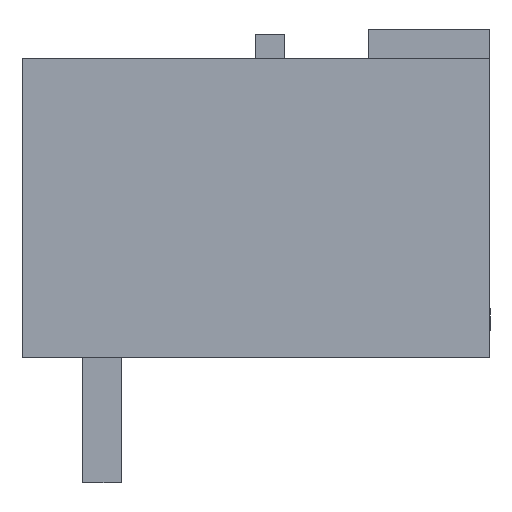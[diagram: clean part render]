
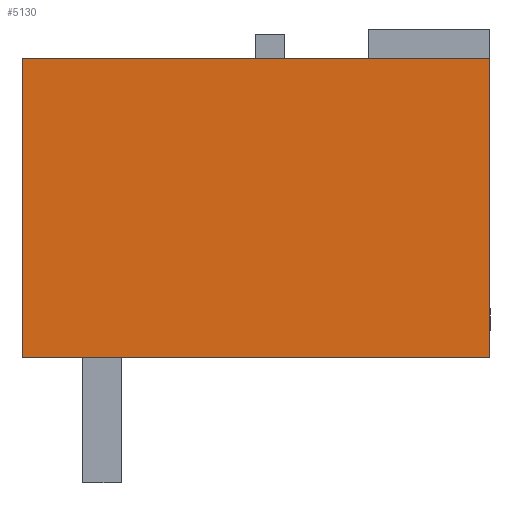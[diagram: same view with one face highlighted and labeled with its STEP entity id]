
A CAD part, left-side view. The second image highlights one B-rep face of the part: STEP entity #5130.
In plain terms, the highlighted planar face has unit normal (-1, 0, 0).
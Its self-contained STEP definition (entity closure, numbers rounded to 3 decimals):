
#5112=AXIS2_PLACEMENT_3D('Plane Axis2P3D',#5109,#5110,#5111) ;
#4030=CARTESIAN_POINT('Vertex',(0.,12.,10.88)) ;
#4033=CARTESIAN_POINT('Line Origine',(0.,6.,10.88)) ;
#4037=CARTESIAN_POINT('Vertex',(0.,0.,10.88)) ;
#4919=CARTESIAN_POINT('Vertex',(0.,0.,3.2)) ;
#4924=CARTESIAN_POINT('Line Origine',(0.,6.,3.2)) ;
#4928=CARTESIAN_POINT('Vertex',(0.,12.,3.2)) ;
#5109=CARTESIAN_POINT('Axis2P3D Location',(0.,0.,10.88)) ;
#5114=CARTESIAN_POINT('Line Origine',(0.,0.,7.04)) ;
#5119=CARTESIAN_POINT('Line Origine',(0.,12.,7.04)) ;
#4034=DIRECTION('Vector Direction',(0.,1.,0.)) ;
#4925=DIRECTION('Vector Direction',(0.,1.,0.)) ;
#5110=DIRECTION('Axis2P3D Direction',(1.,0.,0.)) ;
#5111=DIRECTION('Axis2P3D XDirection',(0.,0.,-1.)) ;
#5115=DIRECTION('Vector Direction',(0.,0.,-1.)) ;
#5120=DIRECTION('Vector Direction',(0.,0.,-1.)) ;
#4035=VECTOR('Line Direction',#4034,1.) ;
#4926=VECTOR('Line Direction',#4925,1.) ;
#5116=VECTOR('Line Direction',#5115,1.) ;
#5121=VECTOR('Line Direction',#5120,1.) ;
#5125=ORIENTED_EDGE('',*,*,#4930,.F.) ;
#5126=ORIENTED_EDGE('',*,*,#5118,.F.) ;
#5127=ORIENTED_EDGE('',*,*,#4039,.T.) ;
#5128=ORIENTED_EDGE('',*,*,#5123,.F.) ;
#5130=ADVANCED_FACE('HOUSING',(#5129),#5113,.F.) ;
#4039=EDGE_CURVE('',#4038,#4031,#4036,.T.) ;
#4930=EDGE_CURVE('',#4920,#4929,#4927,.T.) ;
#5118=EDGE_CURVE('',#4038,#4920,#5117,.T.) ;
#5123=EDGE_CURVE('',#4929,#4031,#5122,.F.) ;
#5124=EDGE_LOOP('',(#5125,#5126,#5127,#5128)) ;
#5129=FACE_OUTER_BOUND('',#5124,.T.) ;
#4036=LINE('Line',#4033,#4035) ;
#4927=LINE('Line',#4924,#4926) ;
#5117=LINE('Line',#5114,#5116) ;
#5122=LINE('Line',#5119,#5121) ;
#5113=PLANE('',#5112) ;
#4031=VERTEX_POINT('',#4030) ;
#4038=VERTEX_POINT('',#4037) ;
#4920=VERTEX_POINT('',#4919) ;
#4929=VERTEX_POINT('',#4928) ;
